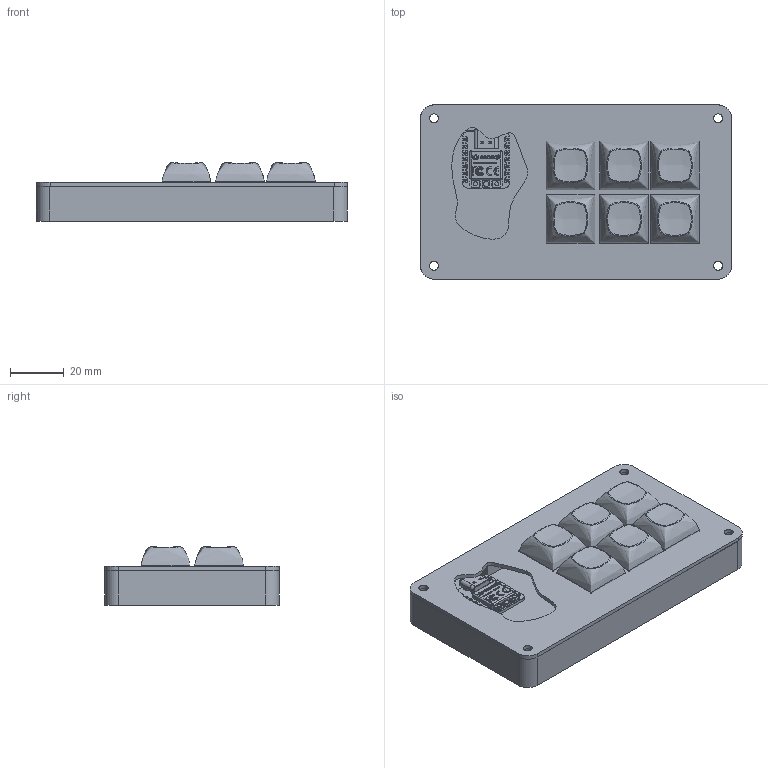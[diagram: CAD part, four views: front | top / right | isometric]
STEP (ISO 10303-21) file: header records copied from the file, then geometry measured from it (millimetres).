
FILE_DESCRIPTION(/* description */ (''),/* implementation_level */ '2;1');
FILE_NAME(/* name */ '6-key HackPad by Ondkos.step',/* time_stamp */ '2025-05-22T14:01:40+02:00',/* author */ (''),/* organization */ (''),/* preprocessor_version */ 'ST-DEVELOPER v20.1',/* originating_system */ 'Autodesk Translation Framework v14.10.0.0',/* authorisation */ '');
FILE_SCHEMA (('AUTOMOTIVE_DESIGN { 1 0 10303 214 3 1 1 }'));
Products named in the file (19): 6-key HackPad by Ondkos_top; 6-key HackPad by Ondkos; 6-key HackPad by Ondkos_bottom; 6-key HackPad by Ondkos_1; Hackclub-Hackpad 1; Hackclub-Hackpad_PCB; Seeed Studio XIAO RP2040 v1; main; type-c v2; smd_button v3; SK6805-2.4x2.7 v1; Shell; DOUT; DIN; VSS; VDD; smd_button v3(Mirror); DSA V4 1x1 v4; MX Mount v1
Assembly tree (23 placements, depth 5):
  6-key HackPad by Ondkos_top
    6-key HackPad by Ondkos
      6-key HackPad by Ondkos_bottom
        6-key HackPad by Ondkos_1
    Hackclub-Hackpad 1
      Hackclub-Hackpad_PCB
    Seeed Studio XIAO RP2040 v1
      main
        type-c v2
        smd_button v3
        SK6805-2.4x2.7 v1
          Shell
          DOUT
          DIN
          VSS
          VDD
        smd_button v3(Mirror)
    DSA V4 1x1 v4  x6
      MX Mount v1
Bounding box: 116.07 x 65.03 x 21.84 mm (x, y, z)
Volume: 74680.1 mm3; surface area: 56593.8 mm2
Topology: 118 solids, 118 shells, 2259 faces, 5788 edges, 3784 vertices
Faces by surface type: plane 1424, bspline 492, cylinder 309, sphere 16, torus 12, cone 6
Full cylindrical faces by diameter (mm): 0.4 x1, 0.5 x2, 0.8 x14, 0.889 x14, 1.5 x14, 1.7 x12, 2 x1, 3.4 x8, 4 x6, 5.6 x12, 6 x4
Entity records: 63249 total; most frequent: CARTESIAN_POINT 18626, ORIENTED_EDGE 9790, DIRECTION 7460, EDGE_CURVE 4895, LINE 3354, VECTOR 3354, VERTEX_POINT 3224, EDGE_LOOP 2113
